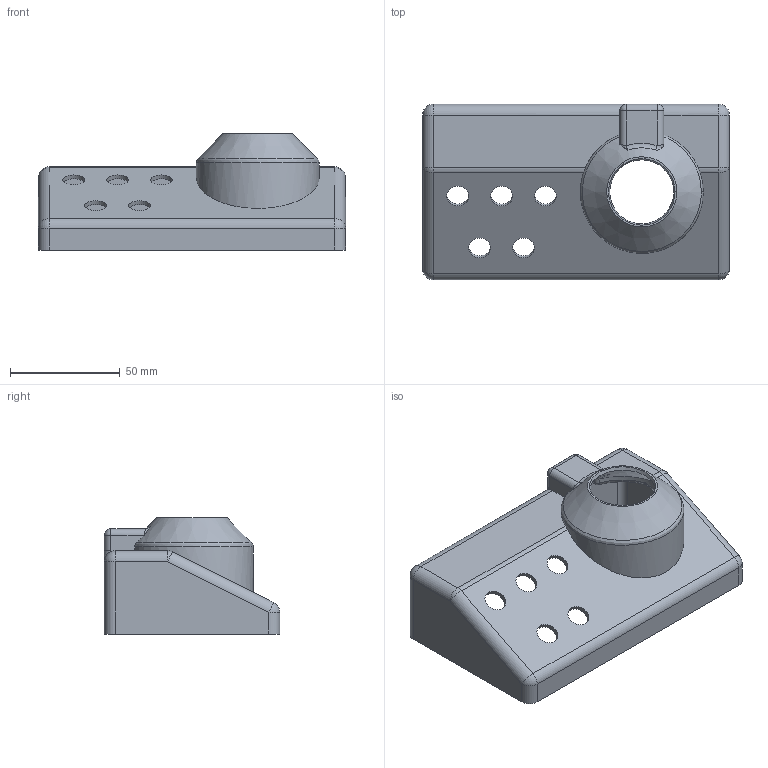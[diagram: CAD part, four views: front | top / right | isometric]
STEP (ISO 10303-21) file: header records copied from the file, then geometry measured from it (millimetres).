
FILE_DESCRIPTION(('FreeCAD Model'),'2;1');
FILE_NAME('Open CASCADE Shape Model','2024-03-10T03:23:30',('Author'),( ''),'Open CASCADE STEP processor 7.7','FreeCAD','Unknown');
FILE_SCHEMA(('AUTOMOTIVE_DESIGN { 1 0 10303 214 1 1 1 1 }'));
Length unit declared in the file: millimetre
Products named in the file (1): Tělo
Bounding box: 140 x 80 x 53 mm (x, y, z)
Volume: 47040 mm3; surface area: 48412.9 mm2
Topology: 1 solids, 1 shells, 122 faces, 300 edges, 161 vertices
Faces by surface type: cylinder 53, plane 26, bspline 16, sphere 16, torus 8, cone 3
Full cylindrical faces by diameter (mm): 10 x5
Entity records: 7847 total; most frequent: CARTESIAN_POINT 5165, ORIENTED_EDGE 562, DIRECTION 560, EDGE_CURVE 281, AXIS2_PLACEMENT_3D 221, VERTEX_POINT 161, FACE_BOUND 136, EDGE_LOOP 136
